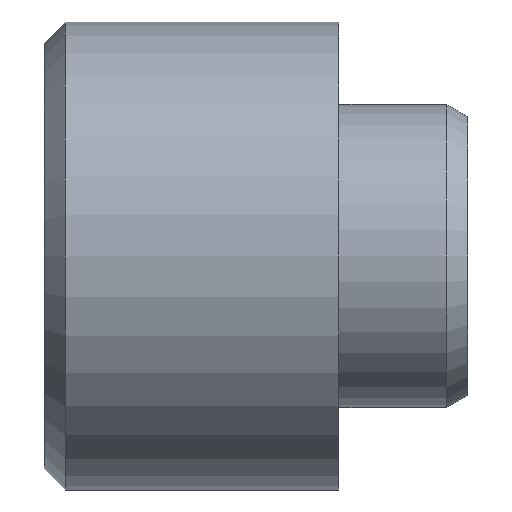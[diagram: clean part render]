
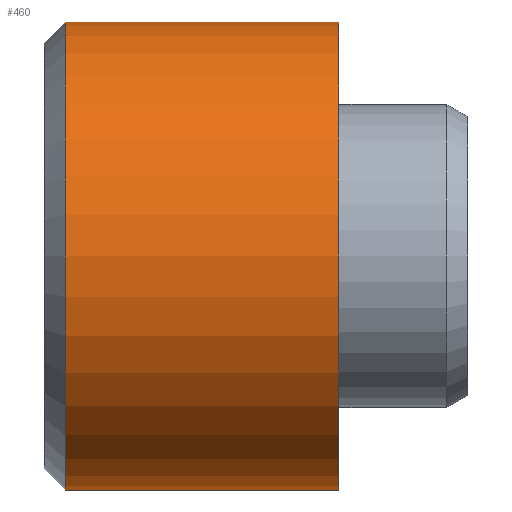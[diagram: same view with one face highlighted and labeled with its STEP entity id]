
A CAD part, left-side view. The second image highlights one B-rep face of the part: STEP entity #460.
In plain terms, the highlighted cylindrical face has radius 2.78 mm (diameter 5.56 mm), a partial arc.
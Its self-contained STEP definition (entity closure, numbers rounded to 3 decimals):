
#2 = EDGE_CURVE ( 'NONE', #201, #175, #149, .T. ) ;
#5 = AXIS2_PLACEMENT_3D ( 'NONE', #38, #444, #527 ) ;
#15 = VECTOR ( 'NONE', #204, 1000. ) ;
#20 = VECTOR ( 'NONE', #29, 1000. ) ;
#29 = DIRECTION ( 'NONE',  ( 0., 1., 0. ) ) ;
#38 = CARTESIAN_POINT ( 'NONE',  ( 0., 36.602, 0. ) ) ;
#70 = DIRECTION ( 'NONE',  ( 0., 0., -1. ) ) ;
#75 = AXIS2_PLACEMENT_3D ( 'NONE', #271, #453, #245 ) ;
#87 = VERTEX_POINT ( 'NONE', #427 ) ;
#94 = VERTEX_POINT ( 'NONE', #390 ) ;
#102 = ORIENTED_EDGE ( 'NONE', *, *, #2, .T. ) ;
#124 = FACE_OUTER_BOUND ( 'NONE', #222, .T. ) ;
#137 = ORIENTED_EDGE ( 'NONE', *, *, #374, .F. ) ;
#149 = LINE ( 'NONE', #505, #20 ) ;
#158 = EDGE_CURVE ( 'NONE', #94, #201, #498, .T. ) ;
#175 = VERTEX_POINT ( 'NONE', #412 ) ;
#201 = VERTEX_POINT ( 'NONE', #424 ) ;
#204 = DIRECTION ( 'NONE',  ( 0., 1., 0. ) ) ;
#222 = EDGE_LOOP ( 'NONE', ( #137, #485, #102, #250 ) ) ;
#232 = CIRCLE ( 'NONE', #489, 2.78 ) ;
#241 = DIRECTION ( 'NONE',  ( 0., -1., 0. ) ) ;
#243 = CARTESIAN_POINT ( 'NONE',  ( 0., 3.25, 0. ) ) ;
#245 = DIRECTION ( 'NONE',  ( 0., 0., 1. ) ) ;
#250 = ORIENTED_EDGE ( 'NONE', *, *, #270, .T. ) ;
#270 = EDGE_CURVE ( 'NONE', #175, #87, #232, .T. ) ;
#271 = CARTESIAN_POINT ( 'NONE',  ( 0., 0., 0. ) ) ;
#322 = CYLINDRICAL_SURFACE ( 'NONE', #5, 2.78 ) ;
#371 = CARTESIAN_POINT ( 'NONE',  ( 0., 36.602, -2.78 ) ) ;
#374 = EDGE_CURVE ( 'NONE', #94, #87, #410, .T. ) ;
#390 = CARTESIAN_POINT ( 'NONE',  ( 0., 0., -2.78 ) ) ;
#410 = LINE ( 'NONE', #371, #15 ) ;
#412 = CARTESIAN_POINT ( 'NONE',  ( 0., 3.25, 2.78 ) ) ;
#424 = CARTESIAN_POINT ( 'NONE',  ( 0., 0., 2.78 ) ) ;
#427 = CARTESIAN_POINT ( 'NONE',  ( 0., 3.25, -2.78 ) ) ;
#444 = DIRECTION ( 'NONE',  ( 0., 1., 0. ) ) ;
#453 = DIRECTION ( 'NONE',  ( 0., 1., 0. ) ) ;
#460 = ADVANCED_FACE ( 'NONE', ( #124 ), #322, .T. ) ;
#485 = ORIENTED_EDGE ( 'NONE', *, *, #158, .T. ) ;
#489 = AXIS2_PLACEMENT_3D ( 'NONE', #243, #241, #70 ) ;
#498 = CIRCLE ( 'NONE', #75, 2.78 ) ;
#505 = CARTESIAN_POINT ( 'NONE',  ( 0., 36.602, 2.78 ) ) ;
#527 = DIRECTION ( 'NONE',  ( 0., 0., 1. ) ) ;
